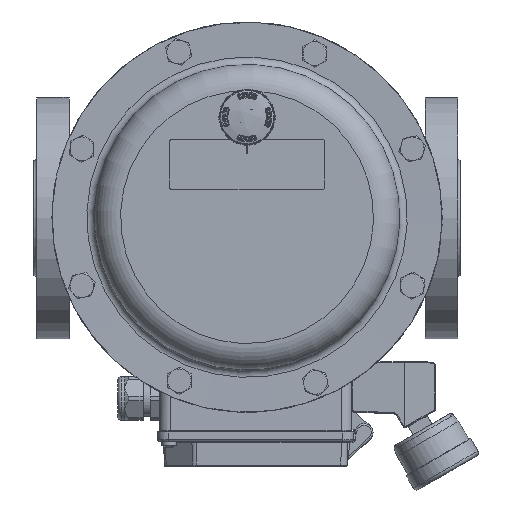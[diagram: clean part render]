
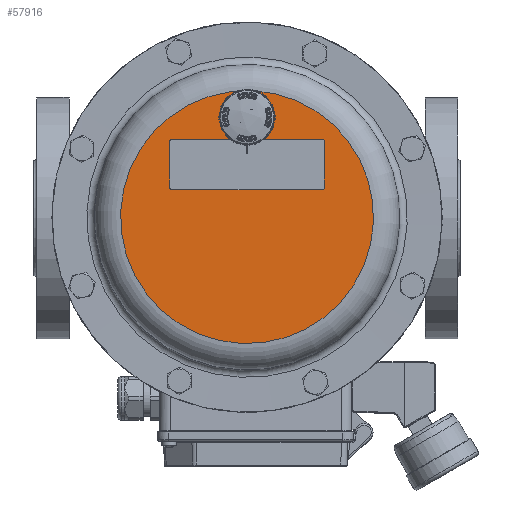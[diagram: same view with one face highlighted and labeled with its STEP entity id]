
A CAD part, top view. The second image highlights one B-rep face of the part: STEP entity #57916.
In plain terms, the highlighted planar face has unit normal (0, 0, 1).
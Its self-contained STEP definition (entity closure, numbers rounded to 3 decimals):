
#6742=LINE('',#115538,#10027);
#6746=LINE('',#115547,#10031);
#6749=LINE('',#115555,#10034);
#6752=LINE('',#115563,#10037);
#10027=VECTOR('',#74361,1000.);
#10031=VECTOR('',#74371,1000.);
#10034=VECTOR('',#74380,1000.);
#10037=VECTOR('',#74389,1000.);
#11225=FACE_BOUND('',#16919,.T.);
#11226=FACE_BOUND('',#16920,.T.);
#13493=FACE_OUTER_BOUND('',#16918,.T.);
#16918=EDGE_LOOP('',(#45909));
#16919=EDGE_LOOP('',(#45910,#45911,#45912,#45913,#45914,#45915,#45916,#45917));
#16920=EDGE_LOOP('',(#45918,#45919));
#19561=CIRCLE('',#62065,10.35);
#19631=CIRCLE('',#62162,69.65);
#19884=CIRCLE('',#62723,1.);
#19885=CIRCLE('',#62726,1.);
#19886=CIRCLE('',#62729,1.);
#19887=CIRCLE('',#62732,1.);
#19888=CIRCLE('',#62782,10.35);
#23903=VERTEX_POINT('',#112192);
#23904=VERTEX_POINT('',#112193);
#23990=VERTEX_POINT('',#112777);
#24472=VERTEX_POINT('',#115536);
#24473=VERTEX_POINT('',#115537);
#24474=VERTEX_POINT('',#115542);
#24475=VERTEX_POINT('',#115546);
#24476=VERTEX_POINT('',#115550);
#24477=VERTEX_POINT('',#115554);
#24478=VERTEX_POINT('',#115558);
#24479=VERTEX_POINT('',#115562);
#30887=EDGE_CURVE('',#23903,#23904,#19561,.T.);
#31004=EDGE_CURVE('',#23990,#23990,#19631,.T.);
#31778=EDGE_CURVE('',#24472,#24473,#6742,.T.);
#31781=EDGE_CURVE('',#24473,#24474,#19884,.T.);
#31783=EDGE_CURVE('',#24474,#24475,#6746,.T.);
#31785=EDGE_CURVE('',#24475,#24476,#19885,.T.);
#31787=EDGE_CURVE('',#24476,#24477,#6749,.T.);
#31789=EDGE_CURVE('',#24477,#24478,#19886,.T.);
#31791=EDGE_CURVE('',#24478,#24479,#6752,.T.);
#31793=EDGE_CURVE('',#24479,#24472,#19887,.T.);
#31866=EDGE_CURVE('',#23904,#23903,#19888,.T.);
#45909=ORIENTED_EDGE('',*,*,#31004,.F.);
#45910=ORIENTED_EDGE('',*,*,#31793,.F.);
#45911=ORIENTED_EDGE('',*,*,#31791,.F.);
#45912=ORIENTED_EDGE('',*,*,#31789,.F.);
#45913=ORIENTED_EDGE('',*,*,#31787,.F.);
#45914=ORIENTED_EDGE('',*,*,#31785,.F.);
#45915=ORIENTED_EDGE('',*,*,#31783,.F.);
#45916=ORIENTED_EDGE('',*,*,#31781,.F.);
#45917=ORIENTED_EDGE('',*,*,#31778,.F.);
#45918=ORIENTED_EDGE('',*,*,#31866,.T.);
#45919=ORIENTED_EDGE('',*,*,#30887,.T.);
#52121=PLANE('',#62781);
#57916=ADVANCED_FACE('',(#13493,#11225,#11226),#52121,.F.);
#62065=AXIS2_PLACEMENT_3D('',#112194,#72804,#72805);
#62162=AXIS2_PLACEMENT_3D('',#112779,#73024,#73025);
#62723=AXIS2_PLACEMENT_3D('',#115543,#74366,#74367);
#62726=AXIS2_PLACEMENT_3D('',#115551,#74375,#74376);
#62729=AXIS2_PLACEMENT_3D('',#115559,#74384,#74385);
#62732=AXIS2_PLACEMENT_3D('',#115566,#74393,#74394);
#62781=AXIS2_PLACEMENT_3D('',#115711,#74563,#74564);
#62782=AXIS2_PLACEMENT_3D('',#115712,#74565,#74566);
#72804=DIRECTION('center_axis',(0.,0.,
-1.));
#72805=DIRECTION('ref_axis',(-0.924,0.383,0.));
#73024=DIRECTION('center_axis',(0.,0.,
-1.));
#73025=DIRECTION('ref_axis',(-0.924,0.383,0.));
#74361=DIRECTION('',(0.,1.,0.));
#74366=DIRECTION('center_axis',(0.,0.,
1.));
#74367=DIRECTION('ref_axis',(0.,-1.,0.));
#74371=DIRECTION('',(-1.,0.,0.));
#74375=DIRECTION('center_axis',(0.,0.,
1.));
#74376=DIRECTION('ref_axis',(0.,-1.,0.));
#74380=DIRECTION('',(0.,-1.,0.));
#74384=DIRECTION('center_axis',(0.,0.,
1.));
#74385=DIRECTION('ref_axis',(0.,-1.,0.));
#74389=DIRECTION('',(1.,0.,0.));
#74393=DIRECTION('center_axis',(0.,0.,
1.));
#74394=DIRECTION('ref_axis',(0.,-1.,0.));
#74563=DIRECTION('center_axis',(0.,0.,
-1.));
#74564=DIRECTION('ref_axis',(-0.924,0.383,0.));
#74565=DIRECTION('center_axis',(0.,0.,
-1.));
#74566=DIRECTION('ref_axis',(-0.924,0.383,0.));
#112192=CARTESIAN_POINT('',(0.,65.35,301.));
#112193=CARTESIAN_POINT('',(0.,44.65,301.));
#112194=CARTESIAN_POINT('Origin',(0.,55.,
301.));
#112777=CARTESIAN_POINT('',(64.348,-26.654,301.));
#112779=CARTESIAN_POINT('Origin',(0.,0.,
301.));
#115536=CARTESIAN_POINT('',(42.5,16.,301.));
#115537=CARTESIAN_POINT('',(42.5,42.,301.));
#115538=CARTESIAN_POINT('',(42.5,16.,301.));
#115542=CARTESIAN_POINT('',(41.5,43.,301.));
#115543=CARTESIAN_POINT('Origin',(41.5,42.,301.));
#115546=CARTESIAN_POINT('',(-41.5,43.,301.));
#115547=CARTESIAN_POINT('',(41.5,43.,301.));
#115550=CARTESIAN_POINT('',(-42.5,42.,301.));
#115551=CARTESIAN_POINT('Origin',(-41.5,42.,301.));
#115554=CARTESIAN_POINT('',(-42.5,16.,301.));
#115555=CARTESIAN_POINT('',(-42.5,16.,301.));
#115558=CARTESIAN_POINT('',(-41.5,15.,301.));
#115559=CARTESIAN_POINT('Origin',(-41.5,16.,301.));
#115562=CARTESIAN_POINT('',(41.5,15.,301.));
#115563=CARTESIAN_POINT('',(41.5,15.,301.));
#115566=CARTESIAN_POINT('Origin',(41.5,16.,301.));
#115711=CARTESIAN_POINT('Origin',(0.,0.,
301.));
#115712=CARTESIAN_POINT('Origin',(0.,55.,
301.));
